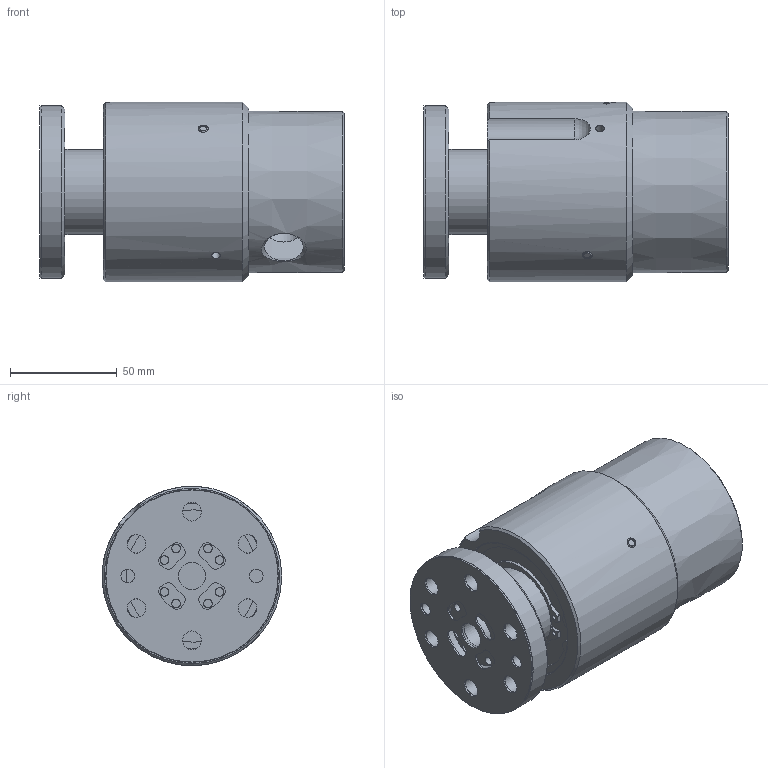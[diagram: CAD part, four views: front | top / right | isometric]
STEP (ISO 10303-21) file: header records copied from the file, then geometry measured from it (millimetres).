
FILE_DESCRIPTION(/* description */ (''),/* implementation_level */ '2;1');
FILE_NAME(/* name */ '1579-077-IC.stp',/* time_stamp */ '2020-05-21T13:19:55-05:00',/* author */ ('GALINDOLM'),/* organization */ (''),/* preprocessor_version */ 'ST-DEVELOPER v18',/* originating_system */ 'Autodesk Inventor 2020',/* authorisation */ '');
FILE_SCHEMA (('AUTOMOTIVE_DESIGN { 1 0 10303 214 3 1 1 }'));
Length unit declared in the file: millimetre
Products named in the file (1): 1579-077-IC
Bounding box: 142.97 x 84.17 x 84.17 mm (x, y, z)
Volume: 614665.3 mm3; surface area: 84184.3 mm2
Topology: 1 solids, 2 shells, 451 faces, 1204 edges, 824 vertices
Faces by surface type: plane 159, bspline 140, cylinder 127, cone 20, torus 4, sphere 1
Full cylindrical faces by diameter (mm): 1.981 x2, 2.4 x2, 2.794 x2, 4 x10, 4.7 x2, 6.35 x2, 6.38 x2, 8.7 x6, 8.738 x6, 9.525 x4, 12.7 x5, 12.83 x1, 17.475 x2, 19 x1, 20.78 x1, 35 x1, 37.97 x1, 39.93 x1, 44.5 x1, 68.1 x1, 74.6 x1, 76.07 x1, 80.772 x1, 81 x1, 84.17 x1
Entity records: 43063 total; most frequent: CARTESIAN_POINT 31918, ORIENTED_EDGE 2400, DIRECTION 2035, EDGE_CURVE 1200, VERTEX_POINT 824, AXIS2_PLACEMENT_3D 786, EDGE_LOOP 562, LINE 463
